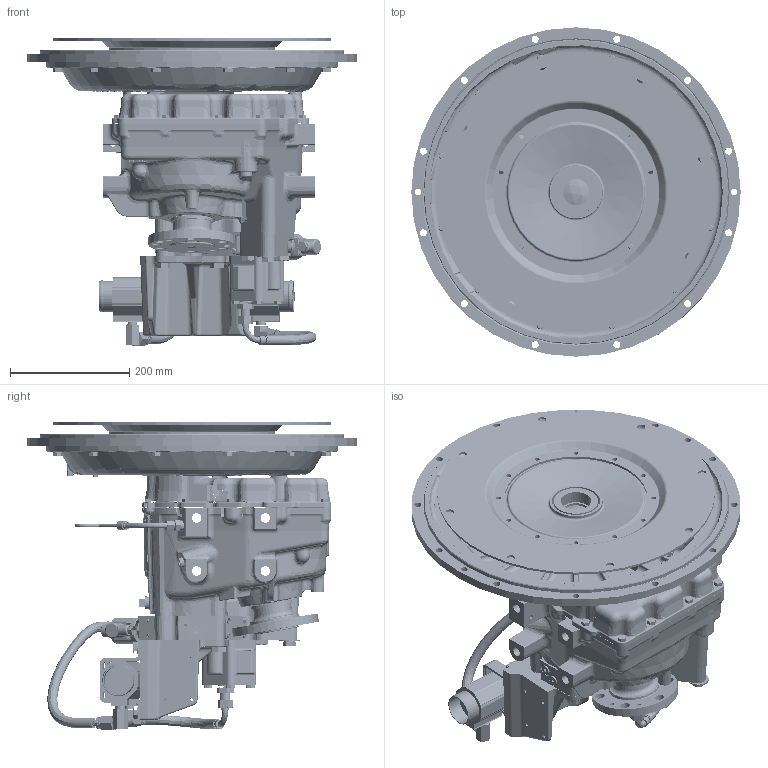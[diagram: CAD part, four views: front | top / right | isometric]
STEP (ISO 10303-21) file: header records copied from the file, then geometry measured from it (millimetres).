
FILE_DESCRIPTION (( 'STEP AP214' ), '1' );
FILE_NAME ('PX13019C.STEP', '2017-07-14T14:59:52', ( '' ), ( '' ), 'SwSTEP 2.0', 'SolidWorks 2015', '' );
FILE_SCHEMA (( 'AUTOMOTIVE_DESIGN' ));
Length unit declared in the file: millimetre
Products named in the file (1): PX13019C
Bounding box: 552.45 x 552.45 x 515.44 mm (x, y, z)
Surface area: 2028932.7 mm2 (no closed solid volume)
Topology: 0 solids, 265 shells, 3669 faces, 13616 edges, 9761 vertices
Faces by surface type: plane 1173, cylinder 920, bspline 894, cone 394, torus 191, sphere 97
Full cylindrical faces by diameter (mm): 3.5 x1, 4.2 x2, 5 x6, 5.334 x1, 6.35 x2, 7 x51, 7.144 x4, 7.937 x9, 7.938 x1, 8.2 x24, 9.449 x7, 9.525 x6, 9.538 x4, 10 x6, 10.3 x4, 10.319 x3, 10.395 x1, 10.668 x1, 10.716 x1, 11.112 x2, 11.143 x2, 11.906 x12, 12.286 x2, 12.56 x2, 12.607 x2, 12.7 x1, 12.954 x1, 13 x2, 13.228 x1, 13.509 x1
Entity records: 235836 total; most frequent: CARTESIAN_POINT 94094, ORIENTED_EDGE 19589, DIRECTION 18558, EDGE_CURVE 13042, VERTEX_POINT 9678, AXIS2_PLACEMENT_3D 7163, EDGE_LOOP 4916, CIRCLE 4387
